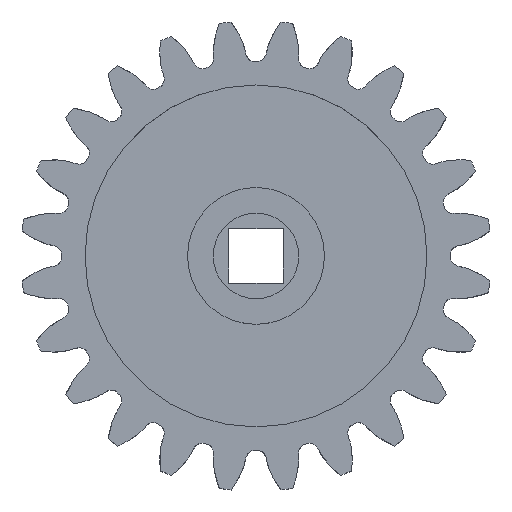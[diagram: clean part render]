
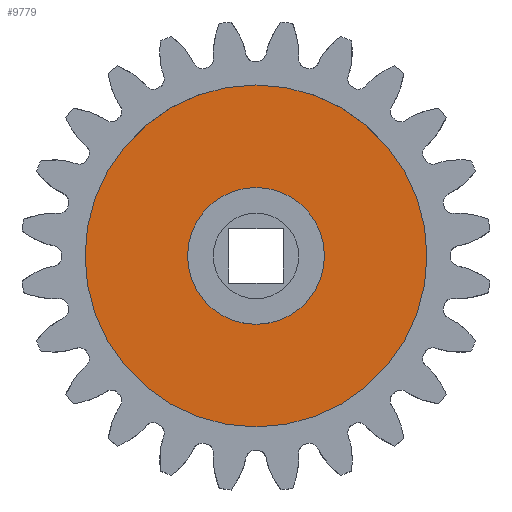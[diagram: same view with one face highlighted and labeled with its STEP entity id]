
A CAD part, top view. The second image highlights one B-rep face of the part: STEP entity #9779.
In plain terms, the highlighted planar face has unit normal (0, 0, 1).
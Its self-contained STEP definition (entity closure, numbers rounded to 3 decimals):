
#542 = CIRCLE ( 'NONE', #3602, 10. ) ;
#568 = CARTESIAN_POINT ( 'NONE',  ( 0., 0., 1. ) ) ;
#1175 = ORIENTED_EDGE ( 'NONE', *, *, #5174, .F. ) ;
#1196 = CARTESIAN_POINT ( 'NONE',  ( -3., 0., 1. ) ) ;
#1299 = DIRECTION ( 'NONE',  ( 1., 0., 0. ) ) ;
#1508 = CIRCLE ( 'NONE', #6142, 4. ) ;
#1638 = AXIS2_PLACEMENT_3D ( 'NONE', #8467, #3798, #9309 ) ;
#1747 = CARTESIAN_POINT ( 'NONE',  ( -10., 0., 1. ) ) ;
#1976 = EDGE_CURVE ( 'NONE', #6712, #6176, #542, .T. ) ;
#2028 = ORIENTED_EDGE ( 'NONE', *, *, #1976, .T. ) ;
#2068 = EDGE_LOOP ( 'NONE', ( #8917, #2028 ) ) ;
#2290 = EDGE_LOOP ( 'NONE', ( #1175, #6017 ) ) ;
#2526 = VERTEX_POINT ( 'NONE', #4118 ) ;
#2682 = PLANE ( 'NONE',  #8319 ) ;
#2963 = CARTESIAN_POINT ( 'NONE',  ( 0., 0., 1. ) ) ;
#2992 = DIRECTION ( 'NONE',  ( 1., 0., 0. ) ) ;
#3602 = AXIS2_PLACEMENT_3D ( 'NONE', #2963, #6083, #2992 ) ;
#3798 = DIRECTION ( 'NONE',  ( 0., 0., 1. ) ) ;
#4118 = CARTESIAN_POINT ( 'NONE',  ( -4., 0., 1. ) ) ;
#4131 = CARTESIAN_POINT ( 'NONE',  ( 0., 0., 1. ) ) ;
#4534 = AXIS2_PLACEMENT_3D ( 'NONE', #568, #5615, #1299 ) ;
#4572 = CARTESIAN_POINT ( 'NONE',  ( 10., 0., 1. ) ) ;
#4855 = DIRECTION ( 'NONE',  ( 1., 0., 0. ) ) ;
#4975 = DIRECTION ( 'NONE',  ( 1., 0., 0. ) ) ;
#5174 = EDGE_CURVE ( 'NONE', #6754, #2526, #1508, .T. ) ;
#5512 = EDGE_CURVE ( 'NONE', #2526, #6754, #8994, .T. ) ;
#5615 = DIRECTION ( 'NONE',  ( 0., 0., 1. ) ) ;
#5827 = EDGE_CURVE ( 'NONE', #6176, #6712, #8699, .T. ) ;
#6017 = ORIENTED_EDGE ( 'NONE', *, *, #5512, .F. ) ;
#6083 = DIRECTION ( 'NONE',  ( 0., 0., 1. ) ) ;
#6142 = AXIS2_PLACEMENT_3D ( 'NONE', #4131, #9721, #4855 ) ;
#6176 = VERTEX_POINT ( 'NONE', #4572 ) ;
#6712 = VERTEX_POINT ( 'NONE', #1747 ) ;
#6754 = VERTEX_POINT ( 'NONE', #8778 ) ;
#7025 = FACE_OUTER_BOUND ( 'NONE', #2068, .T. ) ;
#7033 = FACE_BOUND ( 'NONE', #2290, .T. ) ;
#8319 = AXIS2_PLACEMENT_3D ( 'NONE', #1196, #9851, #4975 ) ;
#8467 = CARTESIAN_POINT ( 'NONE',  ( 0., 0., 1. ) ) ;
#8699 = CIRCLE ( 'NONE', #4534, 10. ) ;
#8778 = CARTESIAN_POINT ( 'NONE',  ( 4., 0., 1. ) ) ;
#8917 = ORIENTED_EDGE ( 'NONE', *, *, #5827, .T. ) ;
#8994 = CIRCLE ( 'NONE', #1638, 4. ) ;
#9309 = DIRECTION ( 'NONE',  ( 1., 0., 0. ) ) ;
#9721 = DIRECTION ( 'NONE',  ( 0., 0., 1. ) ) ;
#9779 = ADVANCED_FACE ( 'NONE', ( #7033, #7025 ), #2682, .T. ) ;
#9851 = DIRECTION ( 'NONE',  ( 0., 0., 1. ) ) ;
